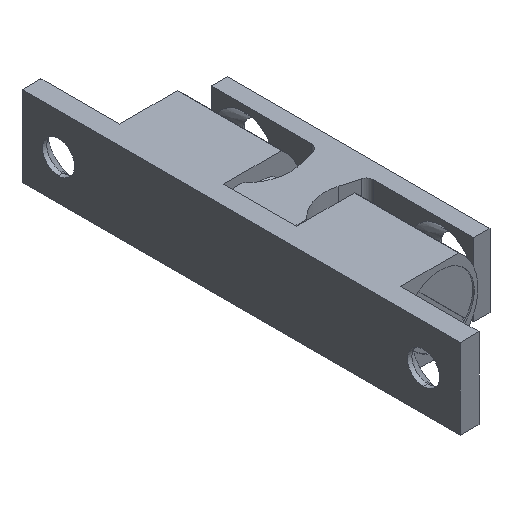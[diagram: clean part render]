
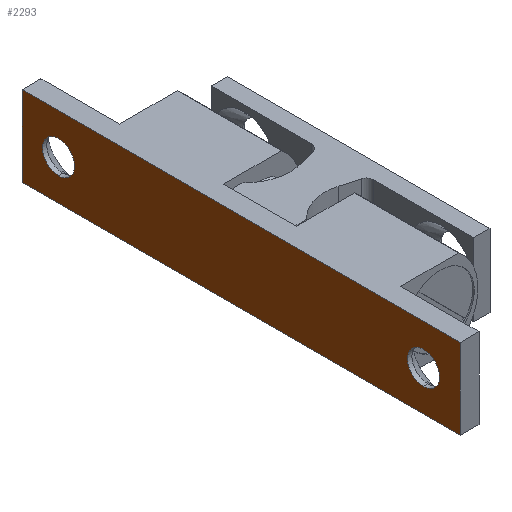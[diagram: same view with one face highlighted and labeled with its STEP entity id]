
A CAD part, isometric view. The second image highlights one B-rep face of the part: STEP entity #2293.
In plain terms, the highlighted face is planar.
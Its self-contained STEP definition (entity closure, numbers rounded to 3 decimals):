
#10 = VERTEX_POINT ( 'NONE', #1461 ) ;
#33 = CARTESIAN_POINT ( 'NONE',  ( 25., 0., 0. ) ) ;
#49 = DIRECTION ( 'NONE',  ( 0., 0., 1. ) ) ;
#54 = CIRCLE ( 'NONE', #368, 2.2 ) ;
#68 = EDGE_CURVE ( 'NONE', #2339, #496, #1126, .T. ) ;
#108 = AXIS2_PLACEMENT_3D ( 'NONE', #1339, #1717, #1135 ) ;
#165 = LINE ( 'NONE', #386, #1143 ) ;
#203 = VERTEX_POINT ( 'NONE', #2277 ) ;
#281 = ORIENTED_EDGE ( 'NONE', *, *, #516, .T. ) ;
#368 = AXIS2_PLACEMENT_3D ( 'NONE', #1529, #971, #435 ) ;
#386 = CARTESIAN_POINT ( 'NONE',  ( -30., 0., 5.5 ) ) ;
#402 = CARTESIAN_POINT ( 'NONE',  ( 25., 0., -2.2 ) ) ;
#435 = DIRECTION ( 'NONE',  ( 0., 0., 1. ) ) ;
#441 = EDGE_CURVE ( 'NONE', #10, #628, #706, .T. ) ;
#448 = CARTESIAN_POINT ( 'NONE',  ( -30., 0., -5.5 ) ) ;
#460 = ORIENTED_EDGE ( 'NONE', *, *, #1789, .F. ) ;
#496 = VERTEX_POINT ( 'NONE', #402 ) ;
#516 = EDGE_CURVE ( 'NONE', #628, #10, #54, .T. ) ;
#570 = LINE ( 'NONE', #1100, #1847 ) ;
#628 = VERTEX_POINT ( 'NONE', #1356 ) ;
#638 = CIRCLE ( 'NONE', #869, 2.2 ) ;
#639 = EDGE_CURVE ( 'NONE', #1208, #203, #1213, .T. ) ;
#706 = CIRCLE ( 'NONE', #1016, 2.2 ) ;
#723 = ORIENTED_EDGE ( 'NONE', *, *, #68, .F. ) ;
#725 = DIRECTION ( 'NONE',  ( 0., 0., 1. ) ) ;
#770 = FACE_BOUND ( 'NONE', #1390, .T. ) ;
#779 = CARTESIAN_POINT ( 'NONE',  ( 25., 0., 2.2 ) ) ;
#794 = PLANE ( 'NONE',  #108 ) ;
#865 = CARTESIAN_POINT ( 'NONE',  ( 30., 0., -5.5 ) ) ;
#869 = AXIS2_PLACEMENT_3D ( 'NONE', #33, #1472, #725 ) ;
#971 = DIRECTION ( 'NONE',  ( 0., 1., 0. ) ) ;
#1015 = VERTEX_POINT ( 'NONE', #1868 ) ;
#1016 = AXIS2_PLACEMENT_3D ( 'NONE', #1640, #1289, #1239 ) ;
#1054 = LINE ( 'NONE', #1236, #1254 ) ;
#1100 = CARTESIAN_POINT ( 'NONE',  ( -30., 0., -5.5 ) ) ;
#1126 = CIRCLE ( 'NONE', #1665, 2.2 ) ;
#1135 = DIRECTION ( 'NONE',  ( 0., 0., 1. ) ) ;
#1143 = VECTOR ( 'NONE', #1854, 1000. ) ;
#1177 = DIRECTION ( 'NONE',  ( -1., 0., 0. ) ) ;
#1189 = EDGE_LOOP ( 'NONE', ( #723, #460 ) ) ;
#1197 = EDGE_LOOP ( 'NONE', ( #1425, #2053, #1742, #2348 ) ) ;
#1208 = VERTEX_POINT ( 'NONE', #865 ) ;
#1213 = LINE ( 'NONE', #448, #2140 ) ;
#1234 = VERTEX_POINT ( 'NONE', #1617 ) ;
#1236 = CARTESIAN_POINT ( 'NONE',  ( 30., 0., -5.5 ) ) ;
#1239 = DIRECTION ( 'NONE',  ( 0., 0., 1. ) ) ;
#1254 = VECTOR ( 'NONE', #2311, 1000. ) ;
#1289 = DIRECTION ( 'NONE',  ( 0., 1., 0. ) ) ;
#1313 = FACE_BOUND ( 'NONE', #1189, .T. ) ;
#1339 = CARTESIAN_POINT ( 'NONE',  ( 0., 0., 0. ) ) ;
#1347 = ORIENTED_EDGE ( 'NONE', *, *, #441, .T. ) ;
#1356 = CARTESIAN_POINT ( 'NONE',  ( -25., 0., -2.2 ) ) ;
#1390 = EDGE_LOOP ( 'NONE', ( #1347, #281 ) ) ;
#1425 = ORIENTED_EDGE ( 'NONE', *, *, #2137, .F. ) ;
#1461 = CARTESIAN_POINT ( 'NONE',  ( -25., 0., 2.2 ) ) ;
#1472 = DIRECTION ( 'NONE',  ( 0., -1., 0. ) ) ;
#1529 = CARTESIAN_POINT ( 'NONE',  ( -25., 0., 0. ) ) ;
#1556 = EDGE_CURVE ( 'NONE', #1015, #1208, #1054, .T. ) ;
#1617 = CARTESIAN_POINT ( 'NONE',  ( -30., 0., 5.5 ) ) ;
#1640 = CARTESIAN_POINT ( 'NONE',  ( -25., 0., 0. ) ) ;
#1665 = AXIS2_PLACEMENT_3D ( 'NONE', #1863, #2081, #49 ) ;
#1717 = DIRECTION ( 'NONE',  ( 0., 1., 0. ) ) ;
#1742 = ORIENTED_EDGE ( 'NONE', *, *, #1556, .F. ) ;
#1789 = EDGE_CURVE ( 'NONE', #496, #2339, #638, .T. ) ;
#1847 = VECTOR ( 'NONE', #2047, 1000. ) ;
#1854 = DIRECTION ( 'NONE',  ( 1., 0., 0. ) ) ;
#1863 = CARTESIAN_POINT ( 'NONE',  ( 25., 0., 0. ) ) ;
#1868 = CARTESIAN_POINT ( 'NONE',  ( 30., 0., 5.5 ) ) ;
#2047 = DIRECTION ( 'NONE',  ( 0., 0., 1. ) ) ;
#2053 = ORIENTED_EDGE ( 'NONE', *, *, #639, .F. ) ;
#2081 = DIRECTION ( 'NONE',  ( 0., -1., 0. ) ) ;
#2092 = FACE_OUTER_BOUND ( 'NONE', #1197, .T. ) ;
#2137 = EDGE_CURVE ( 'NONE', #203, #1234, #570, .T. ) ;
#2140 = VECTOR ( 'NONE', #1177, 1000. ) ;
#2231 = EDGE_CURVE ( 'NONE', #1234, #1015, #165, .T. ) ;
#2277 = CARTESIAN_POINT ( 'NONE',  ( -30., 0., -5.5 ) ) ;
#2293 = ADVANCED_FACE ( 'NONE', ( #1313, #770, #2092 ), #794, .F. ) ;
#2311 = DIRECTION ( 'NONE',  ( 0., 0., -1. ) ) ;
#2339 = VERTEX_POINT ( 'NONE', #779 ) ;
#2348 = ORIENTED_EDGE ( 'NONE', *, *, #2231, .F. ) ;
